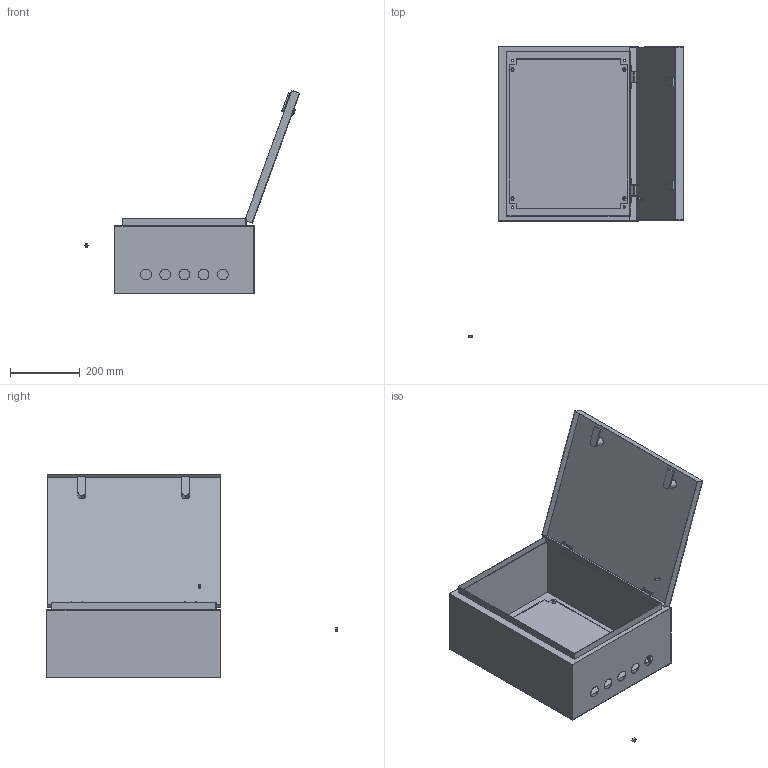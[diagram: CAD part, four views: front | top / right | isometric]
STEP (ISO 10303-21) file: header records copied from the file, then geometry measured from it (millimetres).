
FILE_DESCRIPTION (( 'STEP AP214' ), '1' );
FILE_NAME ('SHMP GEN IP54.SLDASM2.STEP', '2021-03-19T07:23:08', ( '' ), ( '' ), 'SwSTEP 2.0', 'SolidWorks 2017', '' );
FILE_SCHEMA (( 'AUTOMOTIVE_DESIGN' ));
Length unit declared in the file: millimetre
Products named in the file (5): Obolochka_SHMP_2; Mont.Panel_2; SHMP GEN IP54.SLDASM2; Dver_2; Gaika_6
Assembly tree (8 placements, depth 2):
  SHMP GEN IP54.SLDASM2
    Obolochka_SHMP_2
    Mont.Panel_2
    Dver_2
    Gaika_6  x5
Bounding box: 617.41 x 834 x 583.03 mm (x, y, z)
Volume: 1052914.5 mm3; surface area: 2043312.5 mm2
Topology: 14 solids, 14 shells, 267 faces, 650 edges, 428 vertices
Faces by surface type: plane 167, cylinder 84, cone 16
Entity records: 7036 total; most frequent: DIRECTION 1202, CARTESIAN_POINT 1156, ORIENTED_EDGE 1108, EDGE_CURVE 554, AXIS2_PLACEMENT_3D 410, VECTOR 382, LINE 382, VERTEX_POINT 364
